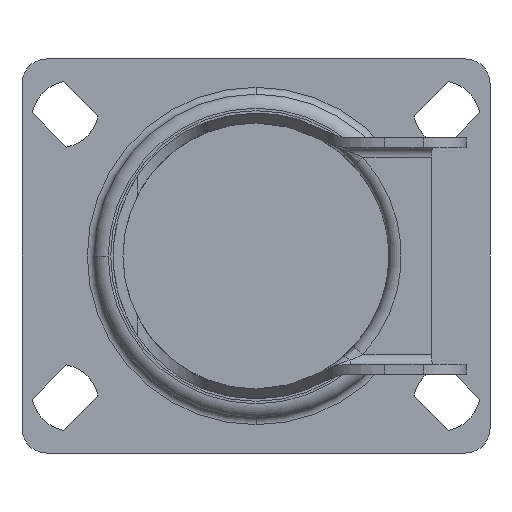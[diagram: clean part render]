
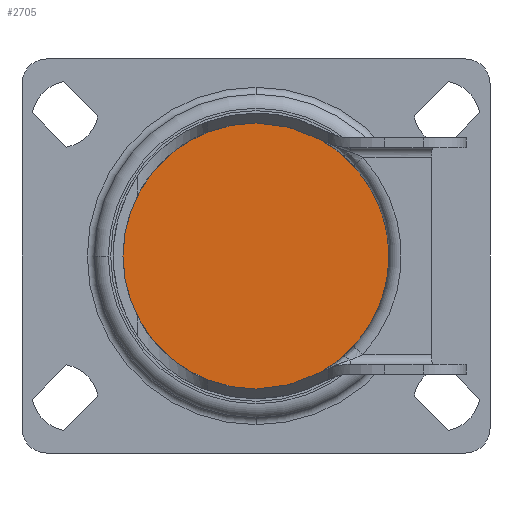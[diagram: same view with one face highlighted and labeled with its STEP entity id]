
A CAD part, front view. The second image highlights one B-rep face of the part: STEP entity #2705.
In plain terms, the highlighted planar face has unit normal (0, -1, 0).
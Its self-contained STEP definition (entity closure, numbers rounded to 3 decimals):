
#151 = AXIS2_PLACEMENT_3D ( 'NONE', #566, #1701, #2829 ) ;
#240 = VERTEX_POINT ( 'NONE', #3325 ) ;
#332 = AXIS2_PLACEMENT_3D ( 'NONE', #1245, #1224, #1282 ) ;
#442 = EDGE_CURVE ( 'NONE', #240, #3126, #2112, .T. ) ;
#536 = EDGE_LOOP ( 'NONE', ( #1538, #635 ) ) ;
#566 = CARTESIAN_POINT ( 'NONE',  ( 0., 93., 0. ) ) ;
#623 = AXIS2_PLACEMENT_3D ( 'NONE', #1516, #3480, #3202 ) ;
#635 = ORIENTED_EDGE ( 'NONE', *, *, #829, .F. ) ;
#829 = EDGE_CURVE ( 'NONE', #3126, #240, #1636, .T. ) ;
#1224 = DIRECTION ( 'NONE',  ( 0., 1., 0. ) ) ;
#1245 = CARTESIAN_POINT ( 'NONE',  ( 0., 93., 0. ) ) ;
#1282 = DIRECTION ( 'NONE',  ( 0., 0., 1. ) ) ;
#1516 = CARTESIAN_POINT ( 'NONE',  ( 0., 93., 0. ) ) ;
#1538 = ORIENTED_EDGE ( 'NONE', *, *, #442, .F. ) ;
#1636 = CIRCLE ( 'NONE', #623, 27. ) ;
#1701 = DIRECTION ( 'NONE',  ( 0., 1., 0. ) ) ;
#1979 = FACE_OUTER_BOUND ( 'NONE', #536, .T. ) ;
#2112 = CIRCLE ( 'NONE', #332, 27. ) ;
#2705 = ADVANCED_FACE ( 'NONE', ( #1979 ), #3103, .F. ) ;
#2780 = CARTESIAN_POINT ( 'NONE',  ( 0., 93., -27. ) ) ;
#2829 = DIRECTION ( 'NONE',  ( 0., 0., 1. ) ) ;
#3103 = PLANE ( 'NONE',  #151 ) ;
#3126 = VERTEX_POINT ( 'NONE', #2780 ) ;
#3202 = DIRECTION ( 'NONE',  ( 0., 0., 1. ) ) ;
#3325 = CARTESIAN_POINT ( 'NONE',  ( 0., 93., 27. ) ) ;
#3480 = DIRECTION ( 'NONE',  ( 0., 1., 0. ) ) ;
